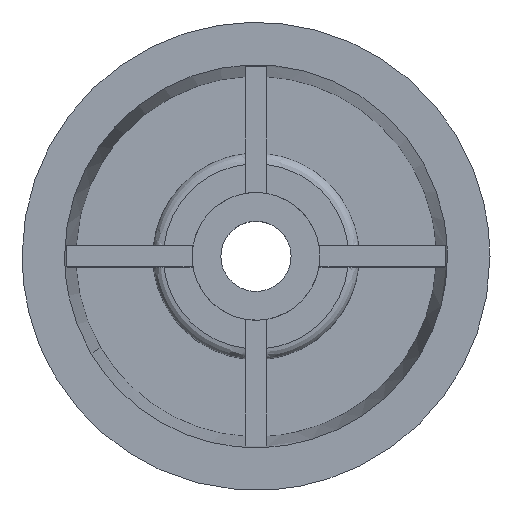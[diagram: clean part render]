
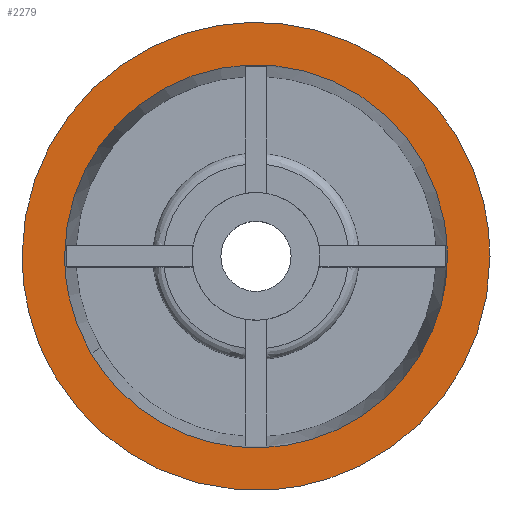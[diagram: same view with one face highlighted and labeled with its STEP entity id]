
A CAD part, top view. The second image highlights one B-rep face of the part: STEP entity #2279.
In plain terms, the highlighted free-form (B-spline) face has degree [1, 1] with [2, 2] control points.
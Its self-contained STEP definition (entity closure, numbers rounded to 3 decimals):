
#616=CARTESIAN_POINT('',(0.863,-10.966,10.));
#617=VERTEX_POINT('',#616);
#618=CARTESIAN_POINT('',(-10.229,-4.047,10.));
#619=VERTEX_POINT('',#618);
#620=CARTESIAN_POINT('',(0.863,-10.966,10.));
#621=CARTESIAN_POINT('',(0.432,-11.,10.));
#622=CARTESIAN_POINT('',(0.,-11.,10.));
#623=CARTESIAN_POINT('',(-7.478,-11.,10.));
#624=CARTESIAN_POINT('',(-10.229,-4.047,10.));
#632=(BOUNDED_CURVE()B_SPLINE_CURVE(2,(#620,#621,#622,#623,#624),.UNSPECIFIED.,.F.,.U.)B_SPLINE_CURVE_WITH_KNOTS((3,2,3),(0.736,0.75,0.938),.UNSPECIFIED.)CURVE()GEOMETRIC_REPRESENTATION_ITEM()RATIONAL_B_SPLINE_CURVE((0.97,0.984,1.0,0.78,0.89))REPRESENTATION_ITEM(''));
#633=EDGE_CURVE('',#617,#619,#632,.T.);
#693=CARTESIAN_POINT('',(-11.0,0.0,10.0));
#694=VERTEX_POINT('',#693);
#695=CARTESIAN_POINT('',(-10.229,-4.047,10.));
#696=CARTESIAN_POINT('',(-11.,-2.097,10.));
#697=CARTESIAN_POINT('',(-11.0,0.0,10.0));
#705=(BOUNDED_CURVE()B_SPLINE_CURVE(2,(#695,#696,#697),.UNSPECIFIED.,.F.,.U.)B_SPLINE_CURVE_WITH_KNOTS((3,3),(0.938,1.0),.UNSPECIFIED.)CURVE()GEOMETRIC_REPRESENTATION_ITEM()RATIONAL_B_SPLINE_CURVE((0.89,0.927,1.0))REPRESENTATION_ITEM(''));
#706=EDGE_CURVE('',#619,#694,#705,.T.);
#708=CARTESIAN_POINT('',(11.0,0.0,10.0));
#709=VERTEX_POINT('',#708);
#710=CARTESIAN_POINT('',(-11.0,0.0,10.0));
#711=CARTESIAN_POINT('',(-11.0,11.0,10.));
#712=CARTESIAN_POINT('',(0.0,11.0,10.0));
#713=CARTESIAN_POINT('',(11.0,11.0,10.));
#714=CARTESIAN_POINT('',(11.0,0.0,10.0));
#722=(BOUNDED_CURVE()B_SPLINE_CURVE(2,(#710,#711,#712,#713,#714),.UNSPECIFIED.,.F.,.U.)B_SPLINE_CURVE_WITH_KNOTS((3,2,3),(0.0,0.25,0.5),.UNSPECIFIED.)CURVE()GEOMETRIC_REPRESENTATION_ITEM()RATIONAL_B_SPLINE_CURVE((1.0,0.707,1.0,0.707,1.0))REPRESENTATION_ITEM(''));
#723=EDGE_CURVE('',#694,#709,#722,.T.);
#725=CARTESIAN_POINT('',(11.0,0.0,10.0));
#726=CARTESIAN_POINT('',(11.,-10.168,10.));
#727=CARTESIAN_POINT('',(0.863,-10.966,10.));
#735=(BOUNDED_CURVE()B_SPLINE_CURVE(2,(#725,#726,#727),.UNSPECIFIED.,.F.,.U.)B_SPLINE_CURVE_WITH_KNOTS((3,3),(0.5,0.736),.UNSPECIFIED.)CURVE()GEOMETRIC_REPRESENTATION_ITEM()RATIONAL_B_SPLINE_CURVE((1.0,0.723,0.97))REPRESENTATION_ITEM(''));
#736=EDGE_CURVE('',#709,#617,#735,.T.);
#1189=CARTESIAN_POINT('',(-7.762,-4.556,10.));
#1190=VERTEX_POINT('',#1189);
#1196=CARTESIAN_POINT('',(9.0,0.0,10.0));
#1197=VERTEX_POINT('',#1196);
#1198=CARTESIAN_POINT('',(9.0,0.0,10.0));
#1199=CARTESIAN_POINT('',(9.,-9.,10.));
#1200=CARTESIAN_POINT('',(0.,-9.,10.));
#1201=CARTESIAN_POINT('',(-5.153,-9.,10.));
#1202=CARTESIAN_POINT('',(-7.762,-4.556,10.));
#1210=(BOUNDED_CURVE()B_SPLINE_CURVE(2,(#1198,#1199,#1200,#1201,#1202),.UNSPECIFIED.,.F.,.U.)B_SPLINE_CURVE_WITH_KNOTS((3,2,3),(0.5,0.75,0.914),.UNSPECIFIED.)CURVE()GEOMETRIC_REPRESENTATION_ITEM()RATIONAL_B_SPLINE_CURVE((1.0,0.707,1.0,0.808,0.868))REPRESENTATION_ITEM(''));
#1211=EDGE_CURVE('',#1197,#1190,#1210,.T.);
#1213=CARTESIAN_POINT('',(-6.635,6.08,10.));
#1214=VERTEX_POINT('',#1213);
#1215=CARTESIAN_POINT('',(-6.635,6.08,10.));
#1216=CARTESIAN_POINT('',(-3.96,9.,10.));
#1217=CARTESIAN_POINT('',(0.,9.,10.));
#1218=CARTESIAN_POINT('',(9.,9.,10.));
#1219=CARTESIAN_POINT('',(9.0,0.0,10.0));
#1227=(BOUNDED_CURVE()B_SPLINE_CURVE(2,(#1215,#1216,#1217,#1218,#1219),.UNSPECIFIED.,.F.,.U.)B_SPLINE_CURVE_WITH_KNOTS((3,2,3),(0.118,0.25,0.5),.UNSPECIFIED.)CURVE()GEOMETRIC_REPRESENTATION_ITEM()RATIONAL_B_SPLINE_CURVE((0.854,0.846,1.0,0.707,1.0))REPRESENTATION_ITEM(''));
#1228=EDGE_CURVE('',#1214,#1197,#1227,.T.);
#1482=CARTESIAN_POINT('',(-9.0,0.0,10.0));
#1483=VERTEX_POINT('',#1482);
#1484=CARTESIAN_POINT('',(-9.0,0.0,10.0));
#1485=CARTESIAN_POINT('',(-9.,3.5,10.));
#1486=CARTESIAN_POINT('',(-6.635,6.08,10.));
#1494=(BOUNDED_CURVE()B_SPLINE_CURVE(2,(#1484,#1485,#1486),.UNSPECIFIED.,.F.,.U.)B_SPLINE_CURVE_WITH_KNOTS((3,3),(0.0,0.118),.UNSPECIFIED.)CURVE()GEOMETRIC_REPRESENTATION_ITEM()RATIONAL_B_SPLINE_CURVE((1.0,0.861,0.854))REPRESENTATION_ITEM(''));
#1495=EDGE_CURVE('',#1483,#1214,#1494,.T.);
#1497=CARTESIAN_POINT('',(-7.762,-4.556,10.));
#1498=CARTESIAN_POINT('',(-9.,-2.446,10.));
#1499=CARTESIAN_POINT('',(-9.0,0.0,10.0));
#1507=(BOUNDED_CURVE()B_SPLINE_CURVE(2,(#1497,#1498,#1499),.UNSPECIFIED.,.F.,.U.)B_SPLINE_CURVE_WITH_KNOTS((3,3),(0.914,1.0),.UNSPECIFIED.)CURVE()GEOMETRIC_REPRESENTATION_ITEM()RATIONAL_B_SPLINE_CURVE((0.868,0.899,1.0))REPRESENTATION_ITEM(''));
#1508=EDGE_CURVE('',#1190,#1483,#1507,.T.);
#2262=CARTESIAN_POINT('',(-12.099,-12.099,10.0));
#2263=CARTESIAN_POINT('',(12.099,-12.099,10.0));
#2264=CARTESIAN_POINT('',(-12.099,12.099,10.0));
#2265=CARTESIAN_POINT('',(12.099,12.099,10.0));
#2266=B_SPLINE_SURFACE_WITH_KNOTS('',1,1,((#2262,#2264),(#2263,#2265)),.UNSPECIFIED.,.F.,.F.,.U.,(2,2),(2,2),(0.0,24.198),(0.0,24.198),.UNSPECIFIED.);
#2267=ORIENTED_EDGE('',*,*,#706,.F.);
#2268=ORIENTED_EDGE('',*,*,#633,.F.);
#2269=ORIENTED_EDGE('',*,*,#736,.F.);
#2270=ORIENTED_EDGE('',*,*,#723,.F.);
#2271=EDGE_LOOP('',(#2267,#2268,#2269,#2270));
#2272=FACE_OUTER_BOUND('',#2271,.T.);
#2273=ORIENTED_EDGE('',*,*,#1495,.T.);
#2274=ORIENTED_EDGE('',*,*,#1228,.T.);
#2275=ORIENTED_EDGE('',*,*,#1211,.T.);
#2276=ORIENTED_EDGE('',*,*,#1508,.T.);
#2277=EDGE_LOOP('',(#2273,#2274,#2275,#2276));
#2278=FACE_BOUND('',#2277,.T.);
#2279=ADVANCED_FACE('',(#2272,#2278),#2266,.T.);
